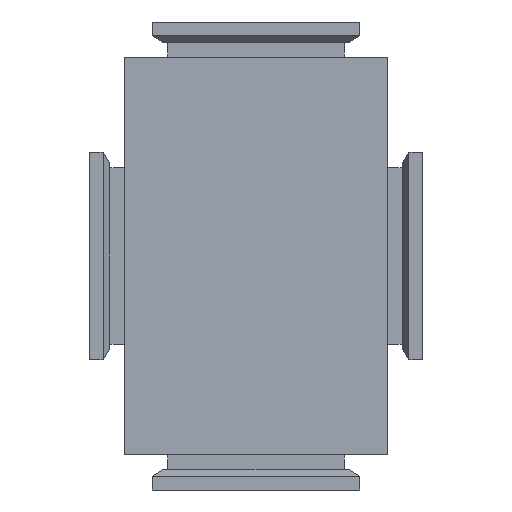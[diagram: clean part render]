
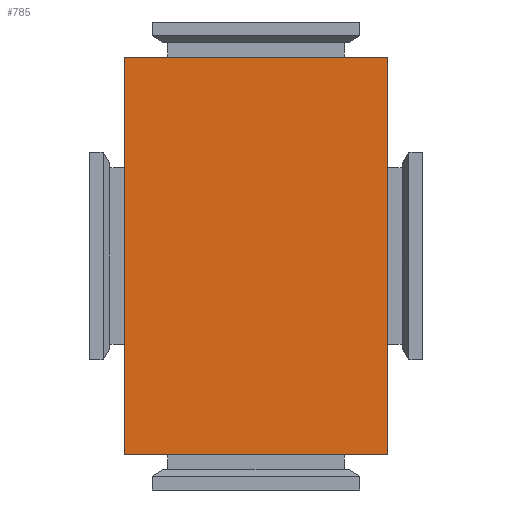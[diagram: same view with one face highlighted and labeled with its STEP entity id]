
A CAD part, front view. The second image highlights one B-rep face of the part: STEP entity #785.
In plain terms, the highlighted face is planar.
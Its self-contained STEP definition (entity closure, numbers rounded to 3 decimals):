
#57 = DIRECTION ( 'NONE',  ( 1., 0., 0. ) ) ;
#127 = CARTESIAN_POINT ( 'NONE',  ( 0., 45., 46. ) ) ;
#171 = ORIENTED_EDGE ( 'NONE', *, *, #678, .T. ) ;
#221 = CARTESIAN_POINT ( 'NONE',  ( 0., 0., 46. ) ) ;
#278 = LINE ( 'NONE', #314, #2433 ) ;
#314 = CARTESIAN_POINT ( 'NONE',  ( 34., 45., 46. ) ) ;
#393 = VECTOR ( 'NONE', #1807, 1000. ) ;
#394 = VECTOR ( 'NONE', #2438, 1000. ) ;
#504 = DIRECTION ( 'NONE',  ( 0., 0., 1. ) ) ;
#510 = VERTEX_POINT ( 'NONE', #221 ) ;
#521 = VERTEX_POINT ( 'NONE', #127 ) ;
#545 = CARTESIAN_POINT ( 'NONE',  ( 0., 22.5, 46. ) ) ;
#568 = LINE ( 'NONE', #2231, #394 ) ;
#678 = EDGE_CURVE ( 'NONE', #510, #1354, #568, .T. ) ;
#785 = ADVANCED_FACE ( 'NONE', ( #3011 ), #1866, .T. ) ;
#1004 = CARTESIAN_POINT ( 'NONE',  ( 34., 22.5, 46. ) ) ;
#1007 = DIRECTION ( 'NONE',  ( -1., 0., 0. ) ) ;
#1354 = VERTEX_POINT ( 'NONE', #3027 ) ;
#1443 = AXIS2_PLACEMENT_3D ( 'NONE', #1004, #504, #57 ) ;
#1500 = DIRECTION ( 'NONE',  ( 0., -1., 0. ) ) ;
#1534 = ORIENTED_EDGE ( 'NONE', *, *, #2698, .T. ) ;
#1718 = VECTOR ( 'NONE', #1500, 1000. ) ;
#1732 = CARTESIAN_POINT ( 'NONE',  ( 68., 45., 46. ) ) ;
#1785 = ORIENTED_EDGE ( 'NONE', *, *, #2552, .T. ) ;
#1807 = DIRECTION ( 'NONE',  ( 0., 1., 0. ) ) ;
#1830 = VERTEX_POINT ( 'NONE', #1732 ) ;
#1866 = PLANE ( 'NONE',  #1443 ) ;
#2027 = CARTESIAN_POINT ( 'NONE',  ( 68., 22.5, 46. ) ) ;
#2231 = CARTESIAN_POINT ( 'NONE',  ( 34., 0., 46. ) ) ;
#2238 = EDGE_CURVE ( 'NONE', #1830, #521, #278, .T. ) ;
#2397 = EDGE_LOOP ( 'NONE', ( #1534, #2693, #1785, #171 ) ) ;
#2433 = VECTOR ( 'NONE', #1007, 1000. ) ;
#2438 = DIRECTION ( 'NONE',  ( 1., 0., 0. ) ) ;
#2456 = LINE ( 'NONE', #2027, #393 ) ;
#2552 = EDGE_CURVE ( 'NONE', #521, #510, #2653, .T. ) ;
#2653 = LINE ( 'NONE', #545, #1718 ) ;
#2693 = ORIENTED_EDGE ( 'NONE', *, *, #2238, .T. ) ;
#2698 = EDGE_CURVE ( 'NONE', #1354, #1830, #2456, .T. ) ;
#3011 = FACE_OUTER_BOUND ( 'NONE', #2397, .T. ) ;
#3027 = CARTESIAN_POINT ( 'NONE',  ( 68., 0., 46. ) ) ;
